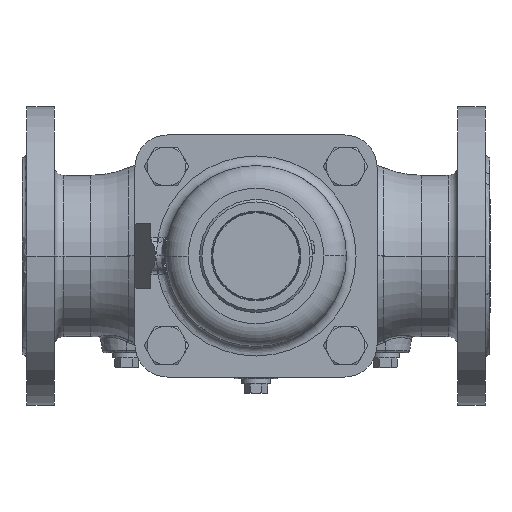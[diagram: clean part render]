
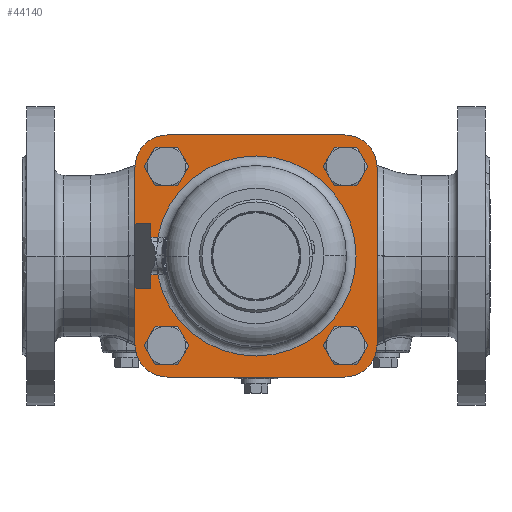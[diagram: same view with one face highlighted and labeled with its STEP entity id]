
A CAD part, front view. The second image highlights one B-rep face of the part: STEP entity #44140.
In plain terms, the highlighted planar face has unit normal (0, -1, 0).
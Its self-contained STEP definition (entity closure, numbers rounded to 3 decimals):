
#37384=CARTESIAN_POINT('',(-55.508,131.,55.508));
#37385=DIRECTION('',(0.,-1.,0.));
#37386=DIRECTION('',(1.,0.,0.));
#37387=AXIS2_PLACEMENT_3D('',#37384,#37385,#37386);
#37389=CARTESIAN_POINT('',(-55.508,131.,55.508));
#37390=DIRECTION('',(0.,-1.,0.));
#37391=DIRECTION('',(-1.,0.,0.));
#37392=AXIS2_PLACEMENT_3D('',#37389,#37390,#37391);
#37394=CARTESIAN_POINT('',(55.508,131.,55.508));
#37395=DIRECTION('',(0.,-1.,0.));
#37396=DIRECTION('',(1.,0.,0.));
#37397=AXIS2_PLACEMENT_3D('',#37394,#37395,#37396);
#37399=CARTESIAN_POINT('',(55.508,131.,55.508));
#37400=DIRECTION('',(0.,-1.,0.));
#37401=DIRECTION('',(-1.,0.,0.));
#37402=AXIS2_PLACEMENT_3D('',#37399,#37400,#37401);
#37404=CARTESIAN_POINT('',(55.508,131.,-55.508));
#37405=DIRECTION('',(0.,-1.,0.));
#37406=DIRECTION('',(1.,0.,0.));
#37407=AXIS2_PLACEMENT_3D('',#37404,#37405,#37406);
#37409=CARTESIAN_POINT('',(55.508,131.,-55.508));
#37410=DIRECTION('',(0.,-1.,0.));
#37411=DIRECTION('',(-1.,0.,0.));
#37412=AXIS2_PLACEMENT_3D('',#37409,#37410,#37411);
#37414=CARTESIAN_POINT('',(-55.508,131.,-55.508));
#37415=DIRECTION('',(0.,-1.,0.));
#37416=DIRECTION('',(1.,0.,0.));
#37417=AXIS2_PLACEMENT_3D('',#37414,#37415,#37416);
#37419=CARTESIAN_POINT('',(-55.508,131.,-55.508));
#37420=DIRECTION('',(0.,-1.,0.));
#37421=DIRECTION('',(-1.,0.,0.));
#37422=AXIS2_PLACEMENT_3D('',#37419,#37420,#37421);
#37424=DIRECTION('',(-1.,0.,0.));
#37425=VECTOR('',#37424,4.284);
#37426=CARTESIAN_POINT('',(-60.901,131.,
11.619));
#37427=LINE('',#37426,#37425);
#37428=DIRECTION('',(0.,0.,1.));
#37429=VECTOR('',#37428,8.381);
#37430=CARTESIAN_POINT('',(-65.185,131.,11.619));
#37431=LINE('',#37430,#37429);
#37432=DIRECTION('',(1.,0.,0.));
#37433=VECTOR('',#37432,9.815);
#37434=CARTESIAN_POINT('',(-75.,131.,20.));
#37435=LINE('',#37434,#37433);
#37436=DIRECTION('',(0.,0.,-1.));
#37437=VECTOR('',#37436,35.);
#37438=CARTESIAN_POINT('',(-75.,131.,55.));
#37439=LINE('',#37438,#37437);
#37440=CARTESIAN_POINT('',(-55.,131.,55.));
#37441=DIRECTION('',(0.,-1.,0.));
#37442=DIRECTION('',(0.,0.,1.));
#37443=AXIS2_PLACEMENT_3D('',#37440,#37441,#37442);
#37445=DIRECTION('',(-1.,0.,0.));
#37446=VECTOR('',#37445,110.);
#37447=CARTESIAN_POINT('',(55.,131.,75.));
#37448=LINE('',#37447,#37446);
#37449=CARTESIAN_POINT('',(55.,131.,55.));
#37450=DIRECTION('',(0.,-1.,0.));
#37451=DIRECTION('',(1.,0.,0.));
#37452=AXIS2_PLACEMENT_3D('',#37449,#37450,#37451);
#37454=DIRECTION('',(0.,0.,1.));
#37455=VECTOR('',#37454,110.);
#37456=CARTESIAN_POINT('',(75.,131.,-55.));
#37457=LINE('',#37456,#37455);
#37458=CARTESIAN_POINT('',(55.,131.,-55.));
#37459=DIRECTION('',(0.,-1.,0.));
#37460=DIRECTION('',(0.,0.,-1.));
#37461=AXIS2_PLACEMENT_3D('',#37458,#37459,#37460);
#37463=DIRECTION('',(1.,0.,0.));
#37464=VECTOR('',#37463,110.);
#37465=CARTESIAN_POINT('',(-55.,131.,-75.));
#37466=LINE('',#37465,#37464);
#37467=CARTESIAN_POINT('',(-55.,131.,-55.));
#37468=DIRECTION('',(0.,-1.,0.));
#37469=DIRECTION('',(-1.,0.,0.));
#37470=AXIS2_PLACEMENT_3D('',#37467,#37468,#37469);
#37472=DIRECTION('',(0.,0.,-1.));
#37473=VECTOR('',#37472,35.);
#37474=CARTESIAN_POINT('',(-75.,131.,-20.));
#37475=LINE('',#37474,#37473);
#37476=DIRECTION('',(1.,0.,0.));
#37477=VECTOR('',#37476,9.815);
#37478=CARTESIAN_POINT('',(-75.,131.,-20.));
#37479=LINE('',#37478,#37477);
#37480=DIRECTION('',(0.,0.,1.));
#37481=VECTOR('',#37480,8.381);
#37482=CARTESIAN_POINT('',(-65.185,131.,-20.));
#37483=LINE('',#37482,#37481);
#37484=DIRECTION('',(1.,0.,0.));
#37485=VECTOR('',#37484,4.284);
#37486=CARTESIAN_POINT('',(-65.185,131.,-11.619));
#37487=LINE('',#37486,#37485);
#38759=CARTESIAN_POINT('',(0.,131.,0.));
#38760=DIRECTION('',(0.,1.,0.));
#38761=DIRECTION('',(-0.982,0.,0.187));
#38762=AXIS2_PLACEMENT_3D('',#38759,#38760,#38761);
#41706=CARTESIAN_POINT('',(-60.901,131.,
11.619));
#42591=CARTESIAN_POINT('',(-55.,131.,75.));
#42592=CARTESIAN_POINT('',(-75.,131.,55.));
#42593=VERTEX_POINT('',#42591);
#42594=VERTEX_POINT('',#42592);
#42595=CARTESIAN_POINT('',(75.,131.,55.));
#42596=CARTESIAN_POINT('',(55.,131.,75.));
#42597=VERTEX_POINT('',#42595);
#42598=VERTEX_POINT('',#42596);
#42599=CARTESIAN_POINT('',(55.,131.,-75.));
#42600=CARTESIAN_POINT('',(75.,131.,-55.));
#42601=VERTEX_POINT('',#42599);
#42602=VERTEX_POINT('',#42600);
#42603=CARTESIAN_POINT('',(-75.,131.,-55.));
#42604=CARTESIAN_POINT('',(-55.,131.,-75.));
#42605=VERTEX_POINT('',#42603);
#42606=VERTEX_POINT('',#42604);
#42639=CARTESIAN_POINT('',(-46.508,131.,55.508));
#42640=CARTESIAN_POINT('',(-64.508,131.,55.508));
#42641=VERTEX_POINT('',#42639);
#42642=VERTEX_POINT('',#42640);
#42651=CARTESIAN_POINT('',(64.508,131.,55.508));
#42652=CARTESIAN_POINT('',(46.508,131.,55.508));
#42653=VERTEX_POINT('',#42651);
#42654=VERTEX_POINT('',#42652);
#42663=CARTESIAN_POINT('',(64.508,131.,-55.508));
#42664=CARTESIAN_POINT('',(46.508,131.,-55.508));
#42665=VERTEX_POINT('',#42663);
#42666=VERTEX_POINT('',#42664);
#42675=CARTESIAN_POINT('',(-46.508,131.,-55.508));
#42676=CARTESIAN_POINT('',(-64.508,131.,-55.508));
#42677=VERTEX_POINT('',#42675);
#42678=VERTEX_POINT('',#42676);
#42703=CARTESIAN_POINT('',(-75.,131.,-20.));
#42704=CARTESIAN_POINT('',(-65.185,131.,-20.));
#42705=VERTEX_POINT('',#42703);
#42706=VERTEX_POINT('',#42704);
#42707=CARTESIAN_POINT('',(-75.,131.,20.));
#42708=CARTESIAN_POINT('',(-65.185,131.,20.));
#42709=VERTEX_POINT('',#42707);
#42710=VERTEX_POINT('',#42708);
#42715=CARTESIAN_POINT('',(-65.185,131.,-11.619));
#42716=VERTEX_POINT('',#42715);
#42717=CARTESIAN_POINT('',(-65.185,131.,11.619));
#42718=VERTEX_POINT('',#42717);
#42731=CARTESIAN_POINT('',(-60.902,131.,-11.619));
#42733=VERTEX_POINT('',#42731);
#42735=VERTEX_POINT('',#41706);
#44078=CARTESIAN_POINT('',(0.,131.,0.));
#44079=DIRECTION('',(0.,1.,0.));
#44080=DIRECTION('',(0.,0.,-1.));
#44081=AXIS2_PLACEMENT_3D('',#44078,#44079,#44080);
#44082=PLANE('',#44081);
#44084=ORIENTED_EDGE('',*,*,#44083,.F.);
#44086=ORIENTED_EDGE('',*,*,#44085,.T.);
#44088=ORIENTED_EDGE('',*,*,#44087,.T.);
#44090=ORIENTED_EDGE('',*,*,#44089,.F.);
#44092=ORIENTED_EDGE('',*,*,#44091,.F.);
#44094=ORIENTED_EDGE('',*,*,#44093,.F.);
#44096=ORIENTED_EDGE('',*,*,#44095,.F.);
#44098=ORIENTED_EDGE('',*,*,#44097,.F.);
#44100=ORIENTED_EDGE('',*,*,#44099,.F.);
#44102=ORIENTED_EDGE('',*,*,#44101,.F.);
#44104=ORIENTED_EDGE('',*,*,#44103,.F.);
#44106=ORIENTED_EDGE('',*,*,#44105,.F.);
#44108=ORIENTED_EDGE('',*,*,#44107,.F.);
#44110=ORIENTED_EDGE('',*,*,#44109,.T.);
#44112=ORIENTED_EDGE('',*,*,#44111,.T.);
#44114=ORIENTED_EDGE('',*,*,#44113,.T.);
#44115=EDGE_LOOP('',(#44084,#44086,#44088,#44090,#44092,#44094,#44096,#44098,
#44100,#44102,#44104,#44106,#44108,#44110,#44112,#44114));
#44116=FACE_OUTER_BOUND('',#44115,.F.);
#44118=ORIENTED_EDGE('',*,*,#44117,.T.);
#44120=ORIENTED_EDGE('',*,*,#44119,.T.);
#44121=EDGE_LOOP('',(#44118,#44120));
#44122=FACE_BOUND('',#44121,.F.);
#44124=ORIENTED_EDGE('',*,*,#44123,.T.);
#44126=ORIENTED_EDGE('',*,*,#44125,.T.);
#44127=EDGE_LOOP('',(#44124,#44126));
#44128=FACE_BOUND('',#44127,.F.);
#44129=ORIENTED_EDGE('',*,*,#44062,.T.);
#44131=ORIENTED_EDGE('',*,*,#44130,.T.);
#44132=EDGE_LOOP('',(#44129,#44131));
#44133=FACE_BOUND('',#44132,.F.);
#44135=ORIENTED_EDGE('',*,*,#44134,.T.);
#44137=ORIENTED_EDGE('',*,*,#44136,.T.);
#44138=EDGE_LOOP('',(#44135,#44137));
#44139=FACE_BOUND('',#44138,.F.);
#44140=ADVANCED_FACE('',(#44116,#44122,#44128,#44133,#44139),#44082,.F.);
#37388=CIRCLE('',#37387,9.);
#37393=CIRCLE('',#37392,9.);
#37398=CIRCLE('',#37397,9.);
#37403=CIRCLE('',#37402,9.);
#37408=CIRCLE('',#37407,9.);
#37413=CIRCLE('',#37412,9.);
#37418=CIRCLE('',#37417,9.);
#37423=CIRCLE('',#37422,9.);
#37444=CIRCLE('',#37443,20.);
#37453=CIRCLE('',#37452,20.);
#37462=CIRCLE('',#37461,20.);
#37471=CIRCLE('',#37470,20.);
#38763=CIRCLE('',#38762,62.);
#44062=EDGE_CURVE('',#42677,#42678,#37418,.T.);
#44083=EDGE_CURVE('',#42735,#42733,#38763,.T.);
#44085=EDGE_CURVE('',#42735,#42718,#37427,.T.);
#44087=EDGE_CURVE('',#42718,#42710,#37431,.T.);
#44089=EDGE_CURVE('',#42709,#42710,#37435,.T.);
#44091=EDGE_CURVE('',#42594,#42709,#37439,.T.);
#44093=EDGE_CURVE('',#42593,#42594,#37444,.T.);
#44095=EDGE_CURVE('',#42598,#42593,#37448,.T.);
#44097=EDGE_CURVE('',#42597,#42598,#37453,.T.);
#44099=EDGE_CURVE('',#42602,#42597,#37457,.T.);
#44101=EDGE_CURVE('',#42601,#42602,#37462,.T.);
#44103=EDGE_CURVE('',#42606,#42601,#37466,.T.);
#44105=EDGE_CURVE('',#42605,#42606,#37471,.T.);
#44107=EDGE_CURVE('',#42705,#42605,#37475,.T.);
#44109=EDGE_CURVE('',#42705,#42706,#37479,.T.);
#44111=EDGE_CURVE('',#42706,#42716,#37483,.T.);
#44113=EDGE_CURVE('',#42716,#42733,#37487,.T.);
#44117=EDGE_CURVE('',#42653,#42654,#37398,.T.);
#44119=EDGE_CURVE('',#42654,#42653,#37403,.T.);
#44123=EDGE_CURVE('',#42665,#42666,#37408,.T.);
#44125=EDGE_CURVE('',#42666,#42665,#37413,.T.);
#44130=EDGE_CURVE('',#42678,#42677,#37423,.T.);
#44134=EDGE_CURVE('',#42641,#42642,#37388,.T.);
#44136=EDGE_CURVE('',#42642,#42641,#37393,.T.);
